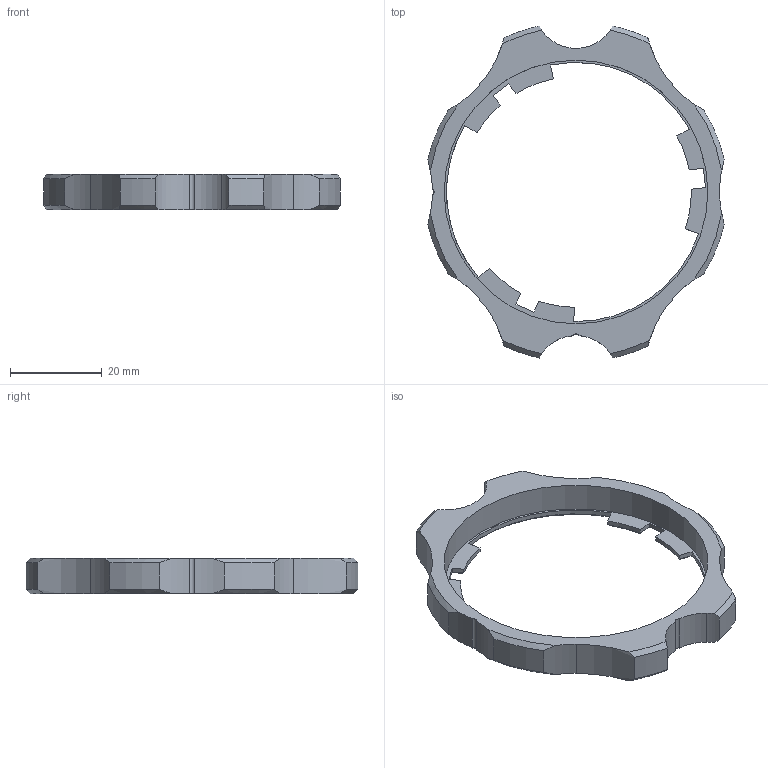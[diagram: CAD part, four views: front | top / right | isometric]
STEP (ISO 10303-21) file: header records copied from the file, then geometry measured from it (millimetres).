
FILE_DESCRIPTION(('HOOPS Exchange Step'),'2;1');
FILE_NAME('temp_export','2023-06-13T19:31:59-04:00',('gmoua'),('Shapr3D Limited'),'HOOPS Exchange 2022.2','Shapr3D','Authorized');
FILE_SCHEMA( ('AUTOMOTIVE_DESIGN { 1 0 10303 214 1 1 1 1 }') );
Length unit declared in the file: millimetre
Products named in the file (1): E Mount Lock Ring
Bounding box: 64.51 x 72.25 x 7.75 mm (x, y, z)
Volume: 7103.5 mm3; surface area: 5322.4 mm2
Topology: 1 solids, 1 shells, 96 faces, 255 edges, 162 vertices
Faces by surface type: cylinder 37, plane 33, cone 26
Full cylindrical faces by diameter (mm): 57.4 x1
Entity records: 3146 total; most frequent: CARTESIAN_POINT 703, ORIENTED_EDGE 510, DIRECTION 500, EDGE_CURVE 255, AXIS2_PLACEMENT_3D 198, VERTEX_POINT 162, VECTOR 104, LINE 104
